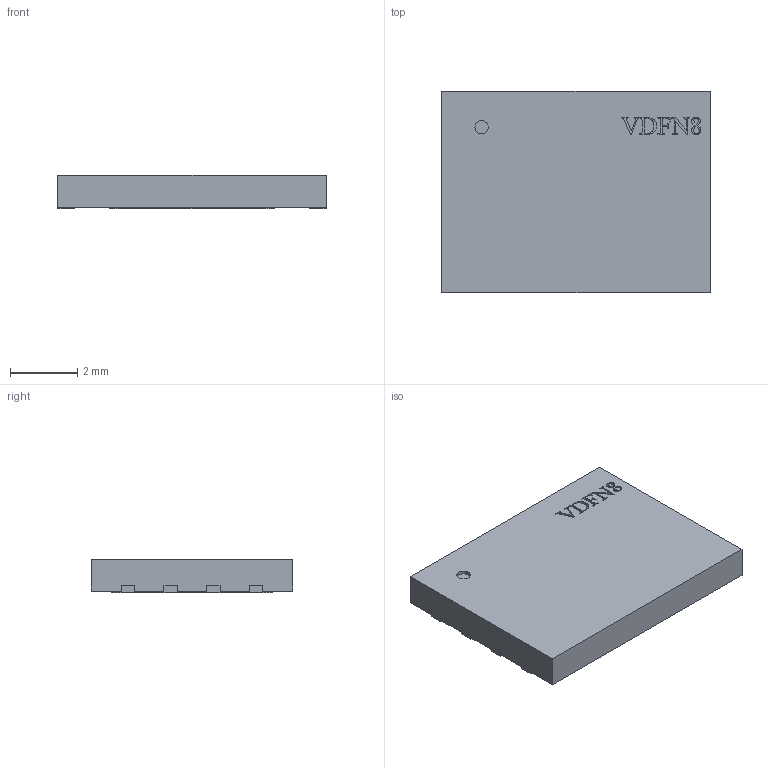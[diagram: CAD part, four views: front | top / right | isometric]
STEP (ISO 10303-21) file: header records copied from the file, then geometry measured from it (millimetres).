
FILE_DESCRIPTION (( 'STEP AP214' ), '1' );
FILE_NAME ('User Library-VDFN8-2.STEP', '2015-09-18T13:15:38', ( 'Windows User' ), ( '' ), 'SwSTEP 2.0', 'SolidWorks 2015', '' );
FILE_SCHEMA (( 'AUTOMOTIVE_DESIGN' ));
Length unit declared in the file: millimetre
Products named in the file (1): User Library-VDFN8-2
Bounding box: 8 x 6 x 1 mm (x, y, z)
Volume: 46.8 mm3; surface area: 184.4 mm2
Topology: 10 solids, 10 shells, 270 faces, 720 edges, 480 vertices
Faces by surface type: plane 167, bspline 59, cylinder 44
Entity records: 13581 total; most frequent: CARTESIAN_POINT 4070, ORIENTED_EDGE 1440, DIRECTION 1113, EDGE_CURVE 720, LINE 513, VECTOR 513, VERTEX_POINT 480, AXIS2_PLACEMENT_3D 300
